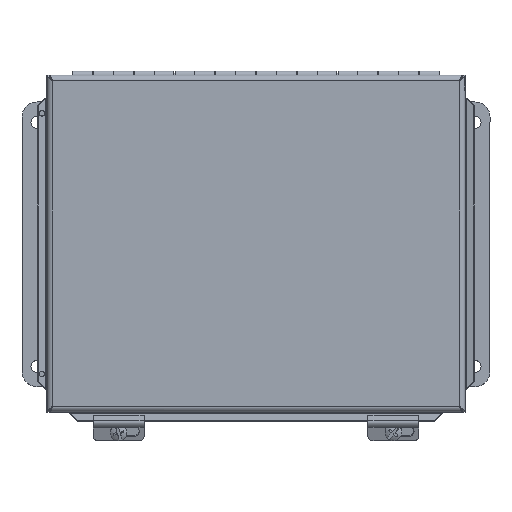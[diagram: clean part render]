
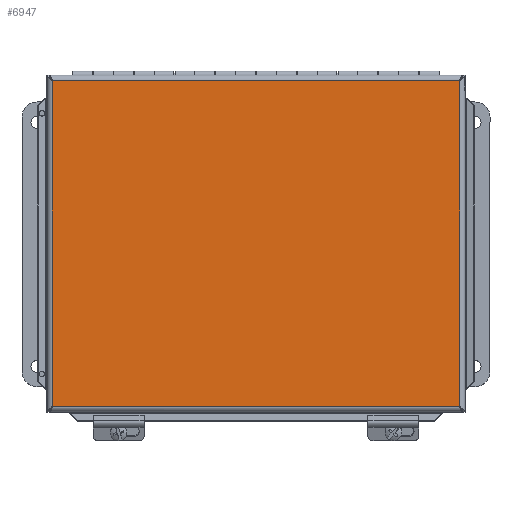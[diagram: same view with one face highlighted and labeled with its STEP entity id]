
A CAD part, top view. The second image highlights one B-rep face of the part: STEP entity #6947.
In plain terms, the highlighted planar face has unit normal (0, 0, 1).
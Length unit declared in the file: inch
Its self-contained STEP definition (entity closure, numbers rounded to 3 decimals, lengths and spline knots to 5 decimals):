
#698=FACE_OUTER_BOUND('',#1089,.T.);
#1089=EDGE_LOOP('',(#4951,#4952,#4953,#4954));
#1498=LINE('',#10247,#2204);
#1538=LINE('',#10515,#2244);
#1641=LINE('',#10915,#2347);
#1642=LINE('',#10917,#2348);
#2204=VECTOR('',#8137,0.3937);
#2244=VECTOR('',#8201,0.3937);
#2347=VECTOR('',#8472,0.3937);
#2348=VECTOR('',#8475,0.3937);
#2845=VERTEX_POINT('',#9968);
#2876=VERTEX_POINT('',#10116);
#2904=VERTEX_POINT('',#10246);
#2924=VERTEX_POINT('',#10428);
#3528=EDGE_CURVE('',#2904,#2876,#1498,.T.);
#3579=EDGE_CURVE('',#2845,#2924,#1538,.T.);
#3712=EDGE_CURVE('',#2876,#2845,#1641,.T.);
#3713=EDGE_CURVE('',#2924,#2904,#1642,.T.);
#4951=ORIENTED_EDGE('',*,*,#3712,.T.);
#4952=ORIENTED_EDGE('',*,*,#3579,.T.);
#4953=ORIENTED_EDGE('',*,*,#3713,.T.);
#4954=ORIENTED_EDGE('',*,*,#3528,.T.);
#6387=PLANE('',#7563);
#6947=ADVANCED_FACE('',(#698),#6387,.T.);
#7563=AXIS2_PLACEMENT_3D('',#10918,#8476,#8477);
#8137=DIRECTION('',(0.,-1.,0.));
#8201=DIRECTION('',(0.,1.,0.));
#8472=DIRECTION('',(1.,0.,0.));
#8475=DIRECTION('',(-1.,0.,0.));
#8476=DIRECTION('center_axis',(0.,0.,1.));
#8477=DIRECTION('ref_axis',(1.,0.,0.));
#9968=CARTESIAN_POINT('',(4.0035,-5.0035,0.059));
#10116=CARTESIAN_POINT('',(-4.0035,-5.0035,0.059));
#10246=CARTESIAN_POINT('',(-4.0035,5.0035,0.059));
#10247=CARTESIAN_POINT('',(-4.0035,2.50175,0.059));
#10428=CARTESIAN_POINT('',(4.0035,5.0035,0.059));
#10515=CARTESIAN_POINT('',(4.0035,-2.50175,0.059));
#10915=CARTESIAN_POINT('',(-2.00175,-5.0035,0.059));
#10917=CARTESIAN_POINT('',(2.00175,5.0035,0.059));
#10918=CARTESIAN_POINT('Origin',(0.,0.,0.059));
